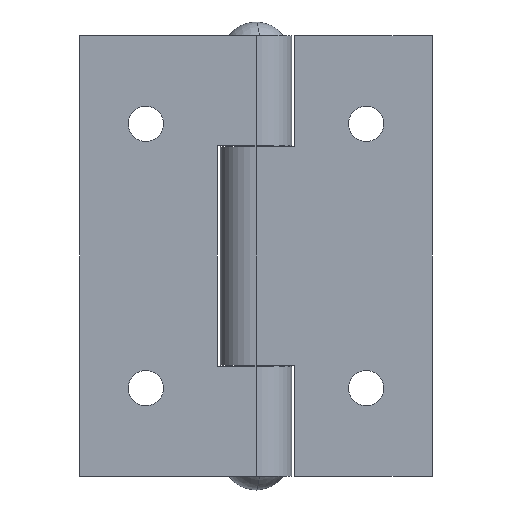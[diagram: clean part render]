
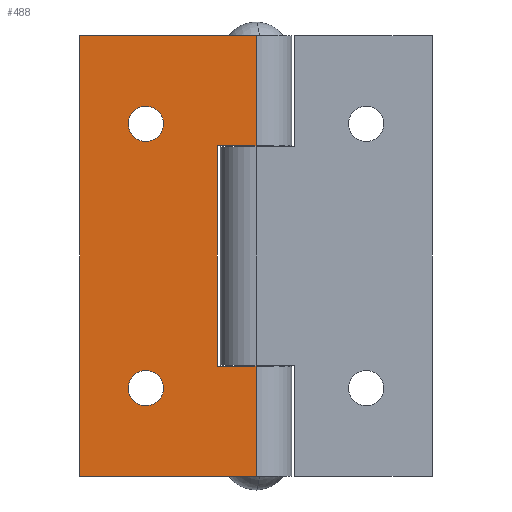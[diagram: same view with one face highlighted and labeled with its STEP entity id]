
A CAD part, front view. The second image highlights one B-rep face of the part: STEP entity #488.
In plain terms, the highlighted planar face has unit normal (0, -1, 0).
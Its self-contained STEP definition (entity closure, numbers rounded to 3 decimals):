
#39 = VERTEX_POINT ( 'NONE', #500 ) ;
#88 = VERTEX_POINT ( 'NONE', #851 ) ;
#89 = EDGE_CURVE ( 'NONE', #88, #39, #850, .T. ) ;
#99 = VERTEX_POINT ( 'NONE', #833 ) ;
#100 = VERTEX_POINT ( 'NONE', #832 ) ;
#167 = EDGE_CURVE ( 'NONE', #99, #100, #950, .T. ) ;
#172 = ORIENTED_EDGE ( 'NONE', *, *, #374, .F. ) ;
#173 = ORIENTED_EDGE ( 'NONE', *, *, #174, .T. ) ;
#174 = EDGE_CURVE ( 'NONE', #341, #197, #958, .T. ) ;
#182 = EDGE_CURVE ( 'NONE', #198, #399, #996, .T. ) ;
#183 = ORIENTED_EDGE ( 'NONE', *, *, #396, .F. ) ;
#184 = ORIENTED_EDGE ( 'NONE', *, *, #204, .F. ) ;
#188 = EDGE_CURVE ( 'NONE', #484, #209, #935, .T. ) ;
#192 = EDGE_CURVE ( 'NONE', #39, #88, #1086, .T. ) ;
#193 = ORIENTED_EDGE ( 'NONE', *, *, #89, .T. ) ;
#194 = EDGE_LOOP ( 'NONE', ( #195, #199, #183, #184, #205, #206, #172, #173 ) ) ;
#195 = ORIENTED_EDGE ( 'NONE', *, *, #196, .T. ) ;
#196 = EDGE_CURVE ( 'NONE', #197, #198, #1087, .T. ) ;
#197 = VERTEX_POINT ( 'NONE', #1078 ) ;
#198 = VERTEX_POINT ( 'NONE', #1077 ) ;
#199 = ORIENTED_EDGE ( 'NONE', *, *, #182, .T. ) ;
#204 = EDGE_CURVE ( 'NONE', #484, #363, #1065, .T. ) ;
#205 = ORIENTED_EDGE ( 'NONE', *, *, #188, .T. ) ;
#206 = ORIENTED_EDGE ( 'NONE', *, *, #207, .T. ) ;
#207 = EDGE_CURVE ( 'NONE', #209, #375, #1061, .T. ) ;
#209 = VERTEX_POINT ( 'NONE', #1057 ) ;
#341 = VERTEX_POINT ( 'NONE', #1166 ) ;
#363 = VERTEX_POINT ( 'NONE', #1134 ) ;
#374 = EDGE_CURVE ( 'NONE', #341, #375, #1120, .T. ) ;
#375 = VERTEX_POINT ( 'NONE', #1111 ) ;
#396 = EDGE_CURVE ( 'NONE', #363, #399, #1559, .T. ) ;
#399 = VERTEX_POINT ( 'NONE', #1549 ) ;
#480 = EDGE_CURVE ( 'NONE', #100, #99, #1417, .T. ) ;
#481 = ORIENTED_EDGE ( 'NONE', *, *, #167, .T. ) ;
#482 = EDGE_LOOP ( 'NONE', ( #483, #193 ) ) ;
#483 = ORIENTED_EDGE ( 'NONE', *, *, #192, .T. ) ;
#484 = VERTEX_POINT ( 'NONE', #1413 ) ;
#488 = ADVANCED_FACE ( 'NONE', ( #1408, #1407, #1406 ), #1405, .F. ) ;
#489 = EDGE_LOOP ( 'NONE', ( #490, #481 ) ) ;
#490 = ORIENTED_EDGE ( 'NONE', *, *, #480, .T. ) ;
#500 = CARTESIAN_POINT ( 'NONE',  ( -10., -3.25, -10.4 ) ) ;
#832 = CARTESIAN_POINT ( 'NONE',  ( -10., -3.25, 13.6 ) ) ;
#833 = CARTESIAN_POINT ( 'NONE',  ( -10., -3.25, 10.4 ) ) ;
#846 = DIRECTION ( 'NONE',  ( 0., 0., 1. ) ) ;
#847 = DIRECTION ( 'NONE',  ( 0., 1., 0. ) ) ;
#848 = CARTESIAN_POINT ( 'NONE',  ( -10., -3.25, -12. ) ) ;
#849 = AXIS2_PLACEMENT_3D ( 'NONE', #848, #847, #846 ) ;
#850 = CIRCLE ( 'NONE', #849, 1.6 ) ;
#851 = CARTESIAN_POINT ( 'NONE',  ( -10., -3.25, -13.6 ) ) ;
#932 = DIRECTION ( 'NONE',  ( 0., 0., -1. ) ) ;
#933 = VECTOR ( 'NONE', #932, 1000. ) ;
#934 = CARTESIAN_POINT ( 'NONE',  ( -16., -3.25, 20. ) ) ;
#935 = LINE ( 'NONE', #934, #933 ) ;
#947 = DIRECTION ( 'NONE',  ( 1., 0., 0. ) ) ;
#948 = VECTOR ( 'NONE', #947, 1000. ) ;
#949 = CARTESIAN_POINT ( 'NONE',  ( 0., -3.25, 10. ) ) ;
#950 = CIRCLE ( 'NONE', #1031, 1.6 ) ;
#955 = DIRECTION ( 'NONE',  ( -1., 0., 0. ) ) ;
#956 = VECTOR ( 'NONE', #955, 1000. ) ;
#957 = CARTESIAN_POINT ( 'NONE',  ( 0., -3.25, -10. ) ) ;
#958 = LINE ( 'NONE', #957, #956 ) ;
#996 = LINE ( 'NONE', #949, #948 ) ;
#1028 = DIRECTION ( 'NONE',  ( 0., 0., 1. ) ) ;
#1029 = DIRECTION ( 'NONE',  ( 0., 1., 0. ) ) ;
#1030 = CARTESIAN_POINT ( 'NONE',  ( -10., -3.25, 12. ) ) ;
#1031 = AXIS2_PLACEMENT_3D ( 'NONE', #1030, #1029, #1028 ) ;
#1057 = CARTESIAN_POINT ( 'NONE',  ( -16., -3.25, -20. ) ) ;
#1058 = DIRECTION ( 'NONE',  ( 1., 0., 0. ) ) ;
#1059 = VECTOR ( 'NONE', #1058, 1000. ) ;
#1060 = CARTESIAN_POINT ( 'NONE',  ( 0., -3.25, -20. ) ) ;
#1061 = LINE ( 'NONE', #1060, #1059 ) ;
#1062 = DIRECTION ( 'NONE',  ( 1., 0., 0. ) ) ;
#1063 = VECTOR ( 'NONE', #1062, 1000. ) ;
#1064 = CARTESIAN_POINT ( 'NONE',  ( 0., -3.25, 20. ) ) ;
#1065 = LINE ( 'NONE', #1064, #1063 ) ;
#1077 = CARTESIAN_POINT ( 'NONE',  ( -3.5, -3.25, 10. ) ) ;
#1078 = CARTESIAN_POINT ( 'NONE',  ( -3.5, -3.25, -10. ) ) ;
#1079 = DIRECTION ( 'NONE',  ( 0., 0., 1. ) ) ;
#1080 = VECTOR ( 'NONE', #1079, 1000. ) ;
#1081 = CARTESIAN_POINT ( 'NONE',  ( -3.5, -3.25, 20. ) ) ;
#1082 = DIRECTION ( 'NONE',  ( 0., 0., 1. ) ) ;
#1083 = DIRECTION ( 'NONE',  ( 0., 1., 0. ) ) ;
#1084 = CARTESIAN_POINT ( 'NONE',  ( -10., -3.25, -12. ) ) ;
#1085 = AXIS2_PLACEMENT_3D ( 'NONE', #1084, #1083, #1082 ) ;
#1086 = CIRCLE ( 'NONE', #1085, 1.6 ) ;
#1087 = LINE ( 'NONE', #1081, #1080 ) ;
#1111 = CARTESIAN_POINT ( 'NONE',  ( 0., -3.25, -20. ) ) ;
#1112 = DIRECTION ( 'NONE',  ( 0., 0., -1. ) ) ;
#1113 = VECTOR ( 'NONE', #1112, 1000. ) ;
#1114 = CARTESIAN_POINT ( 'NONE',  ( 0., -3.25, 20. ) ) ;
#1120 = LINE ( 'NONE', #1114, #1113 ) ;
#1134 = CARTESIAN_POINT ( 'NONE',  ( 0., -3.25, 20. ) ) ;
#1166 = CARTESIAN_POINT ( 'NONE',  ( 0., -3.25, -10. ) ) ;
#1401 = DIRECTION ( 'NONE',  ( -1., 0., 0. ) ) ;
#1402 = DIRECTION ( 'NONE',  ( 0., 1., 0. ) ) ;
#1403 = CARTESIAN_POINT ( 'NONE',  ( 0., -3.25, 20. ) ) ;
#1404 = AXIS2_PLACEMENT_3D ( 'NONE', #1403, #1402, #1401 ) ;
#1405 = PLANE ( 'NONE',  #1404 ) ;
#1406 = FACE_OUTER_BOUND ( 'NONE', #194, .T. ) ;
#1407 = FACE_BOUND ( 'NONE', #482, .T. ) ;
#1408 = FACE_BOUND ( 'NONE', #489, .T. ) ;
#1413 = CARTESIAN_POINT ( 'NONE',  ( -16., -3.25, 20. ) ) ;
#1414 = DIRECTION ( 'NONE',  ( 0., 0., 1. ) ) ;
#1415 = DIRECTION ( 'NONE',  ( 0., 1., 0. ) ) ;
#1416 = AXIS2_PLACEMENT_3D ( 'NONE', #1423, #1415, #1414 ) ;
#1417 = CIRCLE ( 'NONE', #1416, 1.6 ) ;
#1423 = CARTESIAN_POINT ( 'NONE',  ( -10., -3.25, 12. ) ) ;
#1549 = CARTESIAN_POINT ( 'NONE',  ( 0., -3.25, 10. ) ) ;
#1556 = DIRECTION ( 'NONE',  ( 0., 0., -1. ) ) ;
#1557 = VECTOR ( 'NONE', #1556, 1000. ) ;
#1558 = CARTESIAN_POINT ( 'NONE',  ( 0., -3.25, 20. ) ) ;
#1559 = LINE ( 'NONE', #1558, #1557 ) ;
